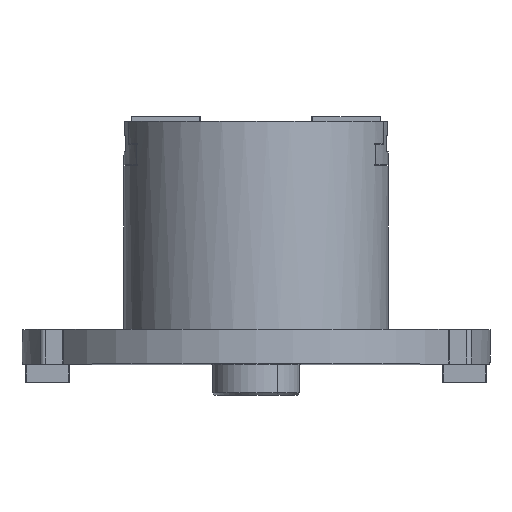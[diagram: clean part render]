
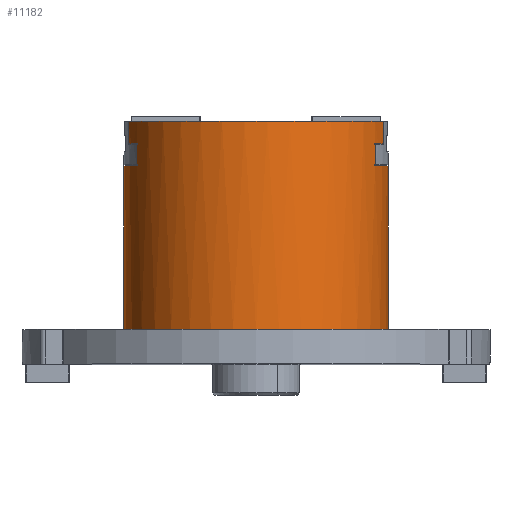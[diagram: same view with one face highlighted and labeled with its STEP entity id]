
A CAD part, top view. The second image highlights one B-rep face of the part: STEP entity #11182.
In plain terms, the highlighted cylindrical face has radius 76.2 mm (diameter 152.4 mm), a partial arc.
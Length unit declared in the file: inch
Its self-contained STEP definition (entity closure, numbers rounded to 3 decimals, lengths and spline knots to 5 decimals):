
#18 = CIRCLE ( 'NONE', #3946, 3. ) ;
#66 = DIRECTION ( 'NONE',  ( -1., 0., 0. ) ) ;
#125 = CARTESIAN_POINT ( 'NONE',  ( -0.8074, 2.88931, 39.37008 ) ) ;
#134 = EDGE_CURVE ( 'NONE', #12256, #8267, #1756, .T. ) ;
#311 = DIRECTION ( 'NONE',  ( 0., -1., 0. ) ) ;
#330 = EDGE_CURVE ( 'NONE', #5910, #8889, #12378, .T. ) ;
#391 = VECTOR ( 'NONE', #4758, 39.37008 ) ;
#444 = CARTESIAN_POINT ( 'NONE',  ( -0.8074, 2.88931, 5.01181 ) ) ;
#502 = VERTEX_POINT ( 'NONE', #444 ) ;
#616 = VERTEX_POINT ( 'NONE', #5063 ) ;
#738 = DIRECTION ( 'NONE',  ( 0., -1., 0. ) ) ;
#899 = CARTESIAN_POINT ( 'NONE',  ( 0., -3., 4.51181 ) ) ;
#1337 = CIRCLE ( 'NONE', #3874, 3. ) ;
#1364 = AXIS2_PLACEMENT_3D ( 'NONE', #7701, #14303, #66 ) ;
#1448 = VECTOR ( 'NONE', #8741, 39.37008 ) ;
#1587 = CYLINDRICAL_SURFACE ( 'NONE', #11268, 3. ) ;
#1622 = EDGE_CURVE ( 'NONE', #616, #1650, #8928, .T. ) ;
#1650 = VERTEX_POINT ( 'NONE', #1895 ) ;
#1730 = VECTOR ( 'NONE', #6546, 39.37008 ) ;
#1735 = DIRECTION ( 'NONE',  ( 1., 0., 0. ) ) ;
#1756 = LINE ( 'NONE', #4275, #1448 ) ;
#1785 = EDGE_CURVE ( 'NONE', #1650, #3844, #13167, .T. ) ;
#1895 = CARTESIAN_POINT ( 'NONE',  ( 0., -3., 0.7874 ) ) ;
#1909 = AXIS2_PLACEMENT_3D ( 'NONE', #7823, #13124, #7669 ) ;
#2910 = ORIENTED_EDGE ( 'NONE', *, *, #330, .F. ) ;
#3101 = VECTOR ( 'NONE', #6479, 39.37008 ) ;
#3308 = LINE ( 'NONE', #125, #14182 ) ;
#3422 = CARTESIAN_POINT ( 'NONE',  ( -1.29953, 2.70393, 39.37008 ) ) ;
#3710 = ORIENTED_EDGE ( 'NONE', *, *, #8112, .F. ) ;
#3735 = ORIENTED_EDGE ( 'NONE', *, *, #11390, .F. ) ;
#3771 = CARTESIAN_POINT ( 'NONE',  ( 0., 0., 39.37008 ) ) ;
#3844 = VERTEX_POINT ( 'NONE', #899 ) ;
#3874 = AXIS2_PLACEMENT_3D ( 'NONE', #6496, #8040, #1735 ) ;
#3946 = AXIS2_PLACEMENT_3D ( 'NONE', #10818, #4166, #12782 ) ;
#4118 = EDGE_LOOP ( 'NONE', ( #3735, #7390, #12542, #9994, #13631, #11333, #8499, #12774, #6112, #12058, #2910, #3710 ) ) ;
#4166 = DIRECTION ( 'NONE',  ( 0., 0., -1. ) ) ;
#4275 = CARTESIAN_POINT ( 'NONE',  ( -0.8074, -2.88931, 39.37008 ) ) ;
#4327 = EDGE_CURVE ( 'NONE', #502, #9611, #3308, .T. ) ;
#4379 = CIRCLE ( 'NONE', #11162, 3. ) ;
#4625 = EDGE_CURVE ( 'NONE', #3844, #10239, #9728, .T. ) ;
#4731 = CARTESIAN_POINT ( 'NONE',  ( -0.8074, -2.88931, 5.51181 ) ) ;
#4758 = DIRECTION ( 'NONE',  ( 0., 0., 1. ) ) ;
#4953 = AXIS2_PLACEMENT_3D ( 'NONE', #12960, #9690, #738 ) ;
#5063 = CARTESIAN_POINT ( 'NONE',  ( 0., 3., 0.7874 ) ) ;
#5374 = EDGE_CURVE ( 'NONE', #9611, #8267, #4379, .T. ) ;
#5450 = DIRECTION ( 'NONE',  ( 0., 0., 1. ) ) ;
#5581 = CARTESIAN_POINT ( 'NONE',  ( 0., 3., 39.37008 ) ) ;
#5788 = LINE ( 'NONE', #10236, #391 ) ;
#5823 = FACE_OUTER_BOUND ( 'NONE', #4118, .T. ) ;
#5910 = VERTEX_POINT ( 'NONE', #12065 ) ;
#6112 = ORIENTED_EDGE ( 'NONE', *, *, #4327, .F. ) ;
#6156 = EDGE_CURVE ( 'NONE', #10239, #11383, #5788, .T. ) ;
#6258 = DIRECTION ( 'NONE',  ( 0., -1., 0. ) ) ;
#6420 = CARTESIAN_POINT ( 'NONE',  ( -0.8074, -2.88931, 5.01181 ) ) ;
#6466 = VERTEX_POINT ( 'NONE', #13691 ) ;
#6479 = DIRECTION ( 'NONE',  ( 0., 0., 1. ) ) ;
#6496 = CARTESIAN_POINT ( 'NONE',  ( 0., 0., 5.01181 ) ) ;
#6546 = DIRECTION ( 'NONE',  ( 0., 0., 1. ) ) ;
#6853 = EDGE_CURVE ( 'NONE', #11383, #12256, #1337, .T. ) ;
#7245 = CARTESIAN_POINT ( 'NONE',  ( -0.8074, 2.88931, 5.51181 ) ) ;
#7390 = ORIENTED_EDGE ( 'NONE', *, *, #1622, .T. ) ;
#7669 = DIRECTION ( 'NONE',  ( 1., 0., 0. ) ) ;
#7701 = CARTESIAN_POINT ( 'NONE',  ( 0., 0., 4.51181 ) ) ;
#7823 = CARTESIAN_POINT ( 'NONE',  ( 0., 0., 4.51181 ) ) ;
#8040 = DIRECTION ( 'NONE',  ( 0., 0., 1. ) ) ;
#8112 = EDGE_CURVE ( 'NONE', #6466, #5910, #10495, .T. ) ;
#8206 = VECTOR ( 'NONE', #5450, 39.37008 ) ;
#8267 = VERTEX_POINT ( 'NONE', #4731 ) ;
#8499 = ORIENTED_EDGE ( 'NONE', *, *, #134, .T. ) ;
#8728 = CARTESIAN_POINT ( 'NONE',  ( -1.29953, -2.70393, 5.01181 ) ) ;
#8741 = DIRECTION ( 'NONE',  ( 0., 0., 1. ) ) ;
#8889 = VERTEX_POINT ( 'NONE', #11051 ) ;
#8928 = CIRCLE ( 'NONE', #4953, 3. ) ;
#8945 = CARTESIAN_POINT ( 'NONE',  ( -1.29953, -2.70393, 4.51181 ) ) ;
#9611 = VERTEX_POINT ( 'NONE', #7245 ) ;
#9690 = DIRECTION ( 'NONE',  ( 0., 0., 1. ) ) ;
#9728 = CIRCLE ( 'NONE', #1364, 3. ) ;
#9994 = ORIENTED_EDGE ( 'NONE', *, *, #4625, .T. ) ;
#10236 = CARTESIAN_POINT ( 'NONE',  ( -1.29953, -2.70393, 39.37008 ) ) ;
#10239 = VERTEX_POINT ( 'NONE', #8945 ) ;
#10265 = DIRECTION ( 'NONE',  ( 0., 0., 1. ) ) ;
#10495 = CIRCLE ( 'NONE', #1909, 3. ) ;
#10511 = EDGE_CURVE ( 'NONE', #8889, #502, #18, .T. ) ;
#10818 = CARTESIAN_POINT ( 'NONE',  ( 0., 0., 5.01181 ) ) ;
#10990 = LINE ( 'NONE', #5581, #1730 ) ;
#11051 = CARTESIAN_POINT ( 'NONE',  ( -1.29953, 2.70393, 5.01181 ) ) ;
#11162 = AXIS2_PLACEMENT_3D ( 'NONE', #14107, #14183, #6258 ) ;
#11182 = ADVANCED_FACE ( 'NONE', ( #5823 ), #1587, .T. ) ;
#11268 = AXIS2_PLACEMENT_3D ( 'NONE', #3771, #10265, #311 ) ;
#11333 = ORIENTED_EDGE ( 'NONE', *, *, #6853, .T. ) ;
#11383 = VERTEX_POINT ( 'NONE', #8728 ) ;
#11390 = EDGE_CURVE ( 'NONE', #616, #6466, #10990, .T. ) ;
#12058 = ORIENTED_EDGE ( 'NONE', *, *, #10511, .F. ) ;
#12065 = CARTESIAN_POINT ( 'NONE',  ( -1.29953, 2.70393, 4.51181 ) ) ;
#12155 = CARTESIAN_POINT ( 'NONE',  ( 0., -3., 39.37008 ) ) ;
#12256 = VERTEX_POINT ( 'NONE', #6420 ) ;
#12378 = LINE ( 'NONE', #3422, #8206 ) ;
#12542 = ORIENTED_EDGE ( 'NONE', *, *, #1785, .T. ) ;
#12774 = ORIENTED_EDGE ( 'NONE', *, *, #5374, .F. ) ;
#12782 = DIRECTION ( 'NONE',  ( -1., 0., 0. ) ) ;
#12960 = CARTESIAN_POINT ( 'NONE',  ( 0., 0., 0.7874 ) ) ;
#13124 = DIRECTION ( 'NONE',  ( 0., 0., 1. ) ) ;
#13167 = LINE ( 'NONE', #12155, #3101 ) ;
#13416 = DIRECTION ( 'NONE',  ( 0., 0., 1. ) ) ;
#13631 = ORIENTED_EDGE ( 'NONE', *, *, #6156, .T. ) ;
#13691 = CARTESIAN_POINT ( 'NONE',  ( 0., 3., 4.51181 ) ) ;
#14107 = CARTESIAN_POINT ( 'NONE',  ( 0., 0., 5.51181 ) ) ;
#14182 = VECTOR ( 'NONE', #13416, 39.37008 ) ;
#14183 = DIRECTION ( 'NONE',  ( 0., 0., 1. ) ) ;
#14303 = DIRECTION ( 'NONE',  ( 0., 0., -1. ) ) ;
